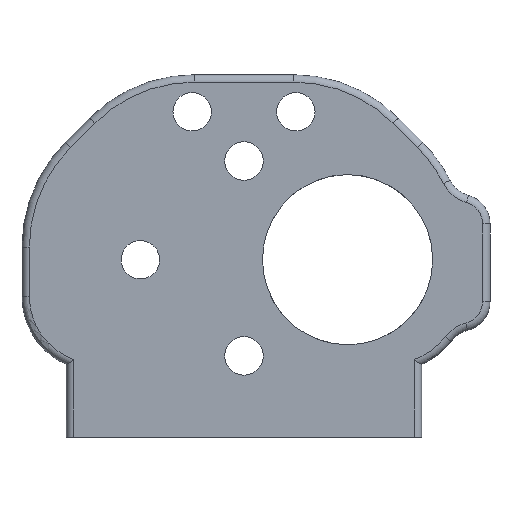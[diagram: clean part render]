
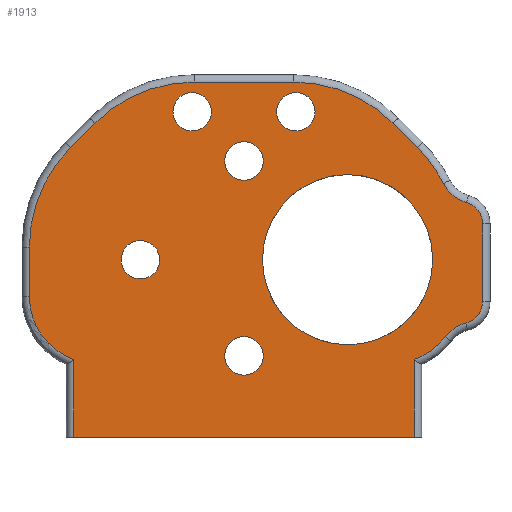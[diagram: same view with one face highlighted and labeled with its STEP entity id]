
A CAD part, front view. The second image highlights one B-rep face of the part: STEP entity #1913.
In plain terms, the highlighted planar face has unit normal (0, -1, 0).
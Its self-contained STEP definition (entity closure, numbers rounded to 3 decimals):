
#78=FACE_BOUND('',#337,.T.);
#79=FACE_BOUND('',#338,.T.);
#80=FACE_BOUND('',#339,.T.);
#81=FACE_BOUND('',#340,.T.);
#82=FACE_BOUND('',#341,.T.);
#83=FACE_BOUND('',#342,.T.);
#164=PLANE('',#2096);
#205=FACE_OUTER_BOUND('',#336,.T.);
#336=EDGE_LOOP('',(#1371,#1372,#1373,#1374,#1375,#1376,#1377,#1378,#1379,
#1380,#1381,#1382,#1383,#1384,#1385,#1386,#1387,#1388));
#337=EDGE_LOOP('',(#1389));
#338=EDGE_LOOP('',(#1390));
#339=EDGE_LOOP('',(#1391));
#340=EDGE_LOOP('',(#1392));
#341=EDGE_LOOP('',(#1393));
#342=EDGE_LOOP('',(#1394,#1395));
#493=LINE('',#3537,#571);
#494=LINE('',#3539,#572);
#495=LINE('',#3547,#573);
#496=LINE('',#3555,#574);
#497=LINE('',#3559,#575);
#498=LINE('',#3563,#576);
#499=LINE('',#3567,#577);
#500=LINE('',#3570,#578);
#571=VECTOR('',#2467,46.);
#572=VECTOR('',#2468,10.515);
#573=VECTOR('',#2475,10.5);
#574=VECTOR('',#2482,4.645);
#575=VECTOR('',#2485,13.431);
#576=VECTOR('',#2488,4.645);
#577=VECTOR('',#2491,6.716);
#578=VECTOR('',#2494,10.515);
#608=CIRCLE('',#2030,2.6);
#610=CIRCLE('',#2033,2.6);
#612=CIRCLE('',#2036,2.6);
#614=CIRCLE('',#2039,2.6);
#616=CIRCLE('',#2042,2.6);
#654=CIRCLE('',#2097,9.);
#655=CIRCLE('',#2098,5.);
#656=CIRCLE('',#2099,3.);
#657=CIRCLE('',#2100,3.);
#658=CIRCLE('',#2101,5.);
#659=CIRCLE('',#2102,19.);
#660=CIRCLE('',#2103,19.);
#661=CIRCLE('',#2104,19.);
#662=CIRCLE('',#2105,19.);
#663=CIRCLE('',#2106,9.);
#664=CIRCLE('',#2107,11.5);
#665=CIRCLE('',#2108,11.5);
#765=VERTEX_POINT('',#2883);
#767=VERTEX_POINT('',#2889);
#769=VERTEX_POINT('',#2895);
#771=VERTEX_POINT('',#2901);
#773=VERTEX_POINT('',#2907);
#846=VERTEX_POINT('',#3535);
#847=VERTEX_POINT('',#3536);
#848=VERTEX_POINT('',#3538);
#849=VERTEX_POINT('',#3540);
#850=VERTEX_POINT('',#3542);
#851=VERTEX_POINT('',#3544);
#852=VERTEX_POINT('',#3546);
#853=VERTEX_POINT('',#3548);
#854=VERTEX_POINT('',#3550);
#855=VERTEX_POINT('',#3552);
#856=VERTEX_POINT('',#3554);
#857=VERTEX_POINT('',#3556);
#858=VERTEX_POINT('',#3558);
#859=VERTEX_POINT('',#3560);
#860=VERTEX_POINT('',#3562);
#861=VERTEX_POINT('',#3564);
#862=VERTEX_POINT('',#3566);
#863=VERTEX_POINT('',#3568);
#864=VERTEX_POINT('',#3571);
#865=VERTEX_POINT('',#3572);
#951=EDGE_CURVE('',#765,#765,#608,.T.);
#954=EDGE_CURVE('',#767,#767,#610,.T.);
#957=EDGE_CURVE('',#769,#769,#612,.T.);
#960=EDGE_CURVE('',#771,#771,#614,.T.);
#963=EDGE_CURVE('',#773,#773,#616,.T.);
#1048=EDGE_CURVE('',#846,#847,#493,.T.);
#1049=EDGE_CURVE('',#846,#848,#494,.F.);
#1050=EDGE_CURVE('',#848,#849,#654,.F.);
#1051=EDGE_CURVE('',#849,#850,#655,.T.);
#1052=EDGE_CURVE('',#850,#851,#656,.F.);
#1053=EDGE_CURVE('',#851,#852,#495,.T.);
#1054=EDGE_CURVE('',#852,#853,#657,.F.);
#1055=EDGE_CURVE('',#853,#854,#658,.T.);
#1056=EDGE_CURVE('',#854,#855,#659,.F.);
#1057=EDGE_CURVE('',#855,#856,#496,.F.);
#1058=EDGE_CURVE('',#856,#857,#660,.F.);
#1059=EDGE_CURVE('',#857,#858,#497,.T.);
#1060=EDGE_CURVE('',#858,#859,#661,.F.);
#1061=EDGE_CURVE('',#859,#860,#498,.T.);
#1062=EDGE_CURVE('',#860,#861,#662,.F.);
#1063=EDGE_CURVE('',#861,#862,#499,.T.);
#1064=EDGE_CURVE('',#862,#863,#663,.F.);
#1065=EDGE_CURVE('',#863,#847,#500,.T.);
#1066=EDGE_CURVE('',#864,#865,#664,.T.);
#1067=EDGE_CURVE('',#865,#864,#665,.T.);
#1371=ORIENTED_EDGE('',*,*,#1048,.F.);
#1372=ORIENTED_EDGE('',*,*,#1049,.T.);
#1373=ORIENTED_EDGE('',*,*,#1050,.T.);
#1374=ORIENTED_EDGE('',*,*,#1051,.T.);
#1375=ORIENTED_EDGE('',*,*,#1052,.T.);
#1376=ORIENTED_EDGE('',*,*,#1053,.T.);
#1377=ORIENTED_EDGE('',*,*,#1054,.T.);
#1378=ORIENTED_EDGE('',*,*,#1055,.T.);
#1379=ORIENTED_EDGE('',*,*,#1056,.T.);
#1380=ORIENTED_EDGE('',*,*,#1057,.T.);
#1381=ORIENTED_EDGE('',*,*,#1058,.T.);
#1382=ORIENTED_EDGE('',*,*,#1059,.T.);
#1383=ORIENTED_EDGE('',*,*,#1060,.T.);
#1384=ORIENTED_EDGE('',*,*,#1061,.T.);
#1385=ORIENTED_EDGE('',*,*,#1062,.T.);
#1386=ORIENTED_EDGE('',*,*,#1063,.T.);
#1387=ORIENTED_EDGE('',*,*,#1064,.T.);
#1388=ORIENTED_EDGE('',*,*,#1065,.T.);
#1389=ORIENTED_EDGE('',*,*,#951,.T.);
#1390=ORIENTED_EDGE('',*,*,#954,.T.);
#1391=ORIENTED_EDGE('',*,*,#957,.T.);
#1392=ORIENTED_EDGE('',*,*,#960,.T.);
#1393=ORIENTED_EDGE('',*,*,#963,.T.);
#1394=ORIENTED_EDGE('',*,*,#1066,.T.);
#1395=ORIENTED_EDGE('',*,*,#1067,.T.);
#1913=ADVANCED_FACE('',(#205,#78,#79,#80,#81,#82,#83),#164,.F.);
#2030=AXIS2_PLACEMENT_3D('',#2885,#2292,#2293);
#2033=AXIS2_PLACEMENT_3D('',#2891,#2299,#2300);
#2036=AXIS2_PLACEMENT_3D('',#2897,#2306,#2307);
#2039=AXIS2_PLACEMENT_3D('',#2903,#2313,#2314);
#2042=AXIS2_PLACEMENT_3D('',#2909,#2320,#2321);
#2096=AXIS2_PLACEMENT_3D('',#3534,#2465,#2466);
#2097=AXIS2_PLACEMENT_3D('',#3541,#2469,#2470);
#2098=AXIS2_PLACEMENT_3D('',#3543,#2471,#2472);
#2099=AXIS2_PLACEMENT_3D('',#3545,#2473,#2474);
#2100=AXIS2_PLACEMENT_3D('',#3549,#2476,#2477);
#2101=AXIS2_PLACEMENT_3D('',#3551,#2478,#2479);
#2102=AXIS2_PLACEMENT_3D('',#3553,#2480,#2481);
#2103=AXIS2_PLACEMENT_3D('',#3557,#2483,#2484);
#2104=AXIS2_PLACEMENT_3D('',#3561,#2486,#2487);
#2105=AXIS2_PLACEMENT_3D('',#3565,#2489,#2490);
#2106=AXIS2_PLACEMENT_3D('',#3569,#2492,#2493);
#2107=AXIS2_PLACEMENT_3D('',#3573,#2495,#2496);
#2108=AXIS2_PLACEMENT_3D('',#3574,#2497,#2498);
#2292=DIRECTION('center_axis',(0.,1.,0.));
#2293=DIRECTION('ref_axis',(-1.,0.,0.));
#2299=DIRECTION('center_axis',(0.,1.,0.));
#2300=DIRECTION('ref_axis',(-1.,0.,0.));
#2306=DIRECTION('center_axis',(0.,1.,0.));
#2307=DIRECTION('ref_axis',(-1.,0.,0.));
#2313=DIRECTION('center_axis',(0.,1.,0.));
#2314=DIRECTION('ref_axis',(-1.,0.,0.));
#2320=DIRECTION('center_axis',(0.,1.,0.));
#2321=DIRECTION('ref_axis',(-1.,0.,0.));
#2465=DIRECTION('center_axis',(0.,1.,0.));
#2466=DIRECTION('ref_axis',(0.,0.,1.));
#2467=DIRECTION('',(-1.,0.,0.));
#2468=DIRECTION('',(0.,0.,-1.));
#2469=DIRECTION('center_axis',(0.,1.,0.));
#2470=DIRECTION('ref_axis',(0.,0.,1.));
#2471=DIRECTION('center_axis',(0.,1.,0.));
#2472=DIRECTION('ref_axis',(0.,0.,1.));
#2473=DIRECTION('center_axis',(0.,1.,0.));
#2474=DIRECTION('ref_axis',(0.,0.,1.));
#2475=DIRECTION('',(0.,0.,1.));
#2476=DIRECTION('center_axis',(0.,1.,0.));
#2477=DIRECTION('ref_axis',(0.,0.,1.));
#2478=DIRECTION('center_axis',(0.,1.,0.));
#2479=DIRECTION('ref_axis',(0.,0.,1.));
#2480=DIRECTION('center_axis',(0.,1.,0.));
#2481=DIRECTION('ref_axis',(0.,0.,1.));
#2482=DIRECTION('',(0.707,0.,-0.707));
#2483=DIRECTION('center_axis',(0.,1.,0.));
#2484=DIRECTION('ref_axis',(0.,0.,1.));
#2485=DIRECTION('',(-1.,0.,0.));
#2486=DIRECTION('center_axis',(0.,1.,0.));
#2487=DIRECTION('ref_axis',(0.,0.,1.));
#2488=DIRECTION('',(-0.707,0.,-0.707));
#2489=DIRECTION('center_axis',(0.,1.,0.));
#2490=DIRECTION('ref_axis',(0.,0.,1.));
#2491=DIRECTION('',(0.,0.,-1.));
#2492=DIRECTION('center_axis',(0.,1.,0.));
#2493=DIRECTION('ref_axis',(0.,0.,1.));
#2494=DIRECTION('',(0.,0.,-1.));
#2495=DIRECTION('center_axis',(0.,1.,0.));
#2496=DIRECTION('ref_axis',(0.,0.,1.));
#2497=DIRECTION('center_axis',(0.,1.,0.));
#2498=DIRECTION('ref_axis',(0.,0.,1.));
#2883=CARTESIAN_POINT('',(32.6,0.,-11.667));
#2885=CARTESIAN_POINT('Origin',(30.,0.,-11.667));
#2889=CARTESIAN_POINT('',(18.6,0.,-25.));
#2891=CARTESIAN_POINT('Origin',(16.,0.,-25.));
#2895=CARTESIAN_POINT('',(25.6,0.,-5.));
#2897=CARTESIAN_POINT('Origin',(23.,0.,-5.));
#2901=CARTESIAN_POINT('',(32.6,0.,-38.));
#2903=CARTESIAN_POINT('Origin',(30.,0.,-38.));
#2907=CARTESIAN_POINT('',(39.6,0.,-5.));
#2909=CARTESIAN_POINT('Origin',(37.,0.,-5.));
#3534=CARTESIAN_POINT('Origin',(0.,0.,0.));
#3535=CARTESIAN_POINT('',(53.,0.,-49.));
#3536=CARTESIAN_POINT('',(7.,0.,-49.));
#3537=CARTESIAN_POINT('',(53.,0.,-49.));
#3538=CARTESIAN_POINT('',(53.,0.,-38.485));
#3539=CARTESIAN_POINT('',(53.,0.,-38.485));
#3540=CARTESIAN_POINT('',(57.187,0.,-35.418));
#3541=CARTESIAN_POINT('Origin',(50.,0.,-30.));
#3542=CARTESIAN_POINT('',(59.973,0.,-33.575));
#3543=CARTESIAN_POINT('Origin',(61.179,0.,-38.428));
#3544=CARTESIAN_POINT('',(62.248,0.,-30.664));
#3545=CARTESIAN_POINT('Origin',(59.248,0.,-30.664));
#3546=CARTESIAN_POINT('',(62.248,0.,-20.164));
#3547=CARTESIAN_POINT('',(62.248,0.,-30.664));
#3548=CARTESIAN_POINT('',(60.064,0.,-17.277));
#3549=CARTESIAN_POINT('Origin',(59.248,0.,-20.164));
#3550=CARTESIAN_POINT('',(56.96,0.,-14.719));
#3551=CARTESIAN_POINT('Origin',(61.423,0.,-12.465));
#3552=CARTESIAN_POINT('',(53.435,0.,-9.849));
#3553=CARTESIAN_POINT('Origin',(40.,0.,-23.284));
#3554=CARTESIAN_POINT('',(50.151,0.,-6.565));
#3555=CARTESIAN_POINT('',(50.151,0.,-6.565));
#3556=CARTESIAN_POINT('',(36.716,0.,-1.));
#3557=CARTESIAN_POINT('Origin',(36.716,0.,-20.));
#3558=CARTESIAN_POINT('',(23.284,0.,-1.));
#3559=CARTESIAN_POINT('',(36.716,0.,-1.));
#3560=CARTESIAN_POINT('',(9.849,0.,-6.565));
#3561=CARTESIAN_POINT('Origin',(23.284,0.,-20.));
#3562=CARTESIAN_POINT('',(6.565,0.,-9.849));
#3563=CARTESIAN_POINT('',(9.849,0.,-6.565));
#3564=CARTESIAN_POINT('',(1.,0.,-23.284));
#3565=CARTESIAN_POINT('Origin',(20.,0.,-23.284));
#3566=CARTESIAN_POINT('',(1.,0.,-30.));
#3567=CARTESIAN_POINT('',(1.,0.,-23.284));
#3568=CARTESIAN_POINT('',(7.,0.,-38.485));
#3569=CARTESIAN_POINT('Origin',(10.,0.,-30.));
#3570=CARTESIAN_POINT('',(7.,0.,-38.485));
#3571=CARTESIAN_POINT('',(44.,0.,-13.5));
#3572=CARTESIAN_POINT('',(44.,0.,-36.5));
#3573=CARTESIAN_POINT('Origin',(44.,0.,-25.));
#3574=CARTESIAN_POINT('Origin',(44.,0.,-25.));
